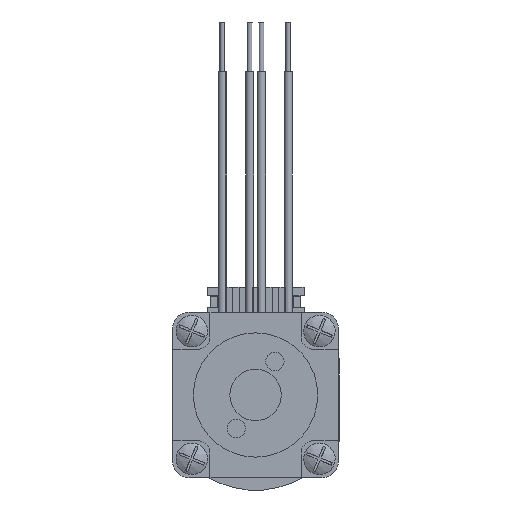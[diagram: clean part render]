
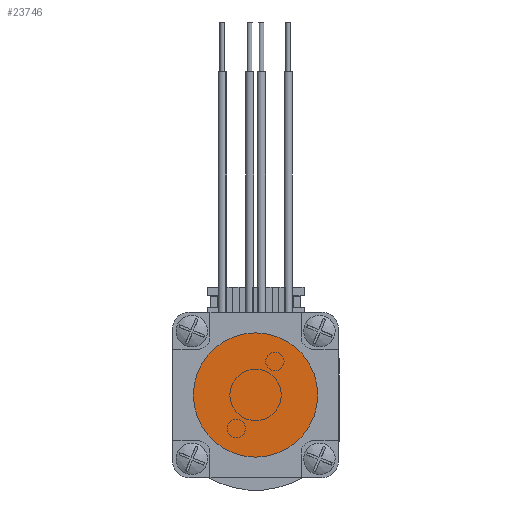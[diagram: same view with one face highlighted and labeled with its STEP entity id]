
A CAD part, left-side view. The second image highlights one B-rep face of the part: STEP entity #23746.
In plain terms, the highlighted face is planar.
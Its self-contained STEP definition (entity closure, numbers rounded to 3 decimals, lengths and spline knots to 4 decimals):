
#2148=FACE_OUTER_BOUND('',#3545,.T.);
#3545=EDGE_LOOP('',(#21494));
#4769=CIRCLE('',#26221,7.5);
#11394=VERTEX_POINT('',#40274);
#14772=EDGE_CURVE('',#11394,#11394,#4769,.T.);
#21494=ORIENTED_EDGE('',*,*,#14772,.T.);
#22325=PLANE('',#26224);
#23746=ADVANCED_FACE('',(#2148),#22325,.T.);
#26221=AXIS2_PLACEMENT_3D('',#40275,#33279,#33280);
#26224=AXIS2_PLACEMENT_3D('',#40279,#33285,#33286);
#33279=DIRECTION('center_axis',(0.,0.,1.));
#33280=DIRECTION('ref_axis',(-1.,0.,0.));
#33285=DIRECTION('center_axis',(0.,0.,1.));
#33286=DIRECTION('ref_axis',(1.,0.,0.));
#40274=CARTESIAN_POINT('',(7.5,0.,0.05));
#40275=CARTESIAN_POINT('Origin',(0.,0.,0.05));
#40279=CARTESIAN_POINT('Origin',(0.,0.,0.05));
